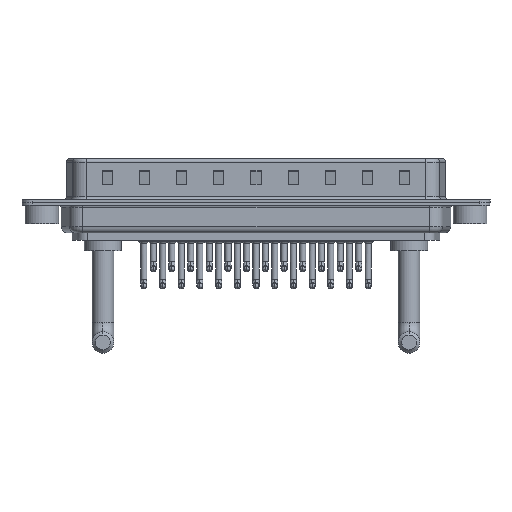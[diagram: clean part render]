
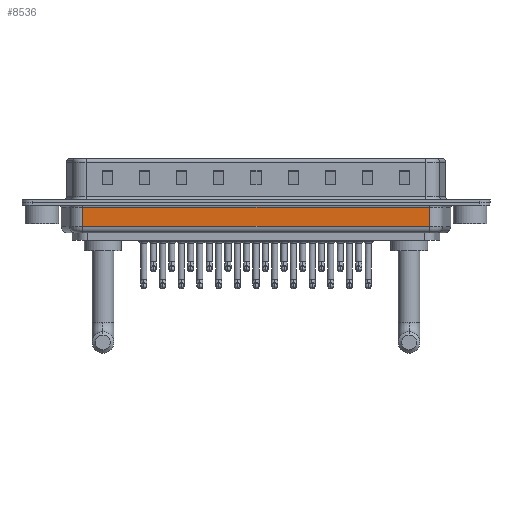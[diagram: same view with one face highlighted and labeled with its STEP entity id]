
A CAD part, front view. The second image highlights one B-rep face of the part: STEP entity #8536.
In plain terms, the highlighted planar face has unit normal (0, -1, 0).
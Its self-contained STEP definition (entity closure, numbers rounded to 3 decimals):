
#1110 = LINE ( 'NONE', #14091, #14577 ) ;
#1201 = ORIENTED_EDGE ( 'NONE', *, *, #16992, .T. ) ;
#2048 = EDGE_CURVE ( 'NONE', #7263, #23412, #8109, .T. ) ;
#2956 = VERTEX_POINT ( 'NONE', #12996 ) ;
#3796 = VERTEX_POINT ( 'NONE', #10327 ) ;
#6166 = CARTESIAN_POINT ( 'NONE',  ( 6.031, -5.35, -0.65 ) ) ;
#6609 = VECTOR ( 'NONE', #23899, 1000. ) ;
#7263 = VERTEX_POINT ( 'NONE', #22571 ) ;
#7729 = AXIS2_PLACEMENT_3D ( 'NONE', #18255, #16228, #22903 ) ;
#8109 = LINE ( 'NONE', #28531, #6609 ) ;
#8536 = ADVANCED_FACE ( 'NONE', ( #20429 ), #9428, .F. ) ;
#8614 = DIRECTION ( 'NONE',  ( -1., 0., 0. ) ) ;
#9428 = PLANE ( 'NONE',  #7729 ) ;
#10327 = CARTESIAN_POINT ( 'NONE',  ( 6.031, -5.35, -0.65 ) ) ;
#12298 = ORIENTED_EDGE ( 'NONE', *, *, #2048, .T. ) ;
#12784 = ORIENTED_EDGE ( 'NONE', *, *, #19702, .F. ) ;
#12996 = CARTESIAN_POINT ( 'NONE',  ( 6.031, -5.35, -3.5 ) ) ;
#13944 = LINE ( 'NONE', #22648, #25975 ) ;
#14091 = CARTESIAN_POINT ( 'NONE',  ( 6.031, -5.35, -3.5 ) ) ;
#14577 = VECTOR ( 'NONE', #18294, 1000. ) ;
#15200 = CARTESIAN_POINT ( 'NONE',  ( 57.469, -5.35, -0.65 ) ) ;
#16228 = DIRECTION ( 'NONE',  ( 0., 1., 0. ) ) ;
#16992 = EDGE_CURVE ( 'NONE', #23412, #3796, #28304, .T. ) ;
#17866 = DIRECTION ( 'NONE',  ( 0., 0., 1. ) ) ;
#18255 = CARTESIAN_POINT ( 'NONE',  ( 6.031, -5.35, -4.5 ) ) ;
#18294 = DIRECTION ( 'NONE',  ( 1., 0., 0. ) ) ;
#19702 = EDGE_CURVE ( 'NONE', #2956, #3796, #13944, .T. ) ;
#20429 = FACE_OUTER_BOUND ( 'NONE', #27439, .T. ) ;
#22571 = CARTESIAN_POINT ( 'NONE',  ( 57.469, -5.35, -3.5 ) ) ;
#22648 = CARTESIAN_POINT ( 'NONE',  ( 6.031, -5.35, -4.5 ) ) ;
#22903 = DIRECTION ( 'NONE',  ( -1., 0., 0. ) ) ;
#23412 = VERTEX_POINT ( 'NONE', #15200 ) ;
#23899 = DIRECTION ( 'NONE',  ( 0., 0., 1. ) ) ;
#24889 = EDGE_CURVE ( 'NONE', #2956, #7263, #1110, .T. ) ;
#25910 = VECTOR ( 'NONE', #8614, 1000. ) ;
#25975 = VECTOR ( 'NONE', #17866, 1000. ) ;
#27439 = EDGE_LOOP ( 'NONE', ( #12784, #28454, #12298, #1201 ) ) ;
#28304 = LINE ( 'NONE', #6166, #25910 ) ;
#28454 = ORIENTED_EDGE ( 'NONE', *, *, #24889, .T. ) ;
#28531 = CARTESIAN_POINT ( 'NONE',  ( 57.469, -5.35, -4.5 ) ) ;
